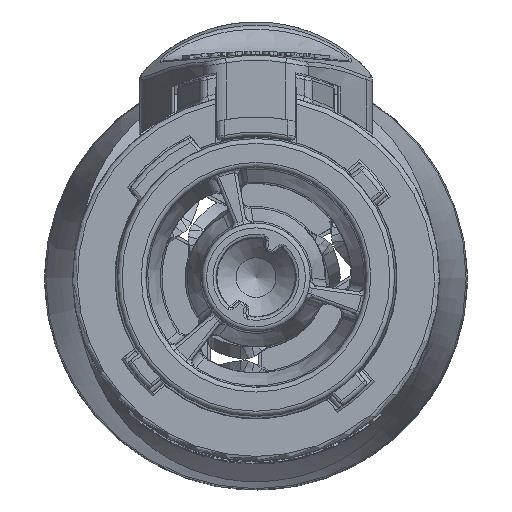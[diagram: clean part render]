
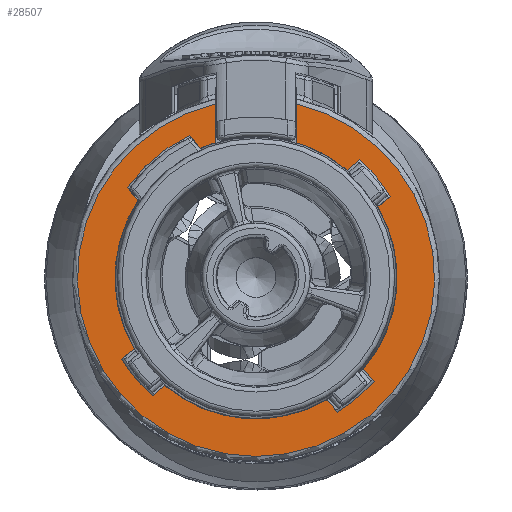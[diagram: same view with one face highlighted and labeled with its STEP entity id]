
A CAD part, top view. The second image highlights one B-rep face of the part: STEP entity #28507.
In plain terms, the highlighted planar face has unit normal (0, 0, 1).
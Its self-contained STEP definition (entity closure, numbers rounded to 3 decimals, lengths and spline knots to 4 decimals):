
#854=PLANE('',#30739);
#2557=LINE('',#59828,#4673);
#2561=LINE('',#59848,#4677);
#2565=LINE('',#59870,#4681);
#2569=LINE('',#59892,#4685);
#2573=LINE('',#59914,#4689);
#2591=LINE('',#60513,#4707);
#2593=LINE('',#60516,#4709);
#2597=LINE('',#60523,#4713);
#2606=LINE('',#60569,#4722);
#2645=LINE('',#60668,#4761);
#4673=VECTOR('',#36029,0.3937);
#4677=VECTOR('',#36043,0.3937);
#4681=VECTOR('',#36059,0.3937);
#4685=VECTOR('',#36075,0.3937);
#4689=VECTOR('',#36091,0.3937);
#4707=VECTOR('',#36207,0.3937);
#4709=VECTOR('',#36211,0.3937);
#4713=VECTOR('',#36221,0.3937);
#4722=VECTOR('',#36246,0.3937);
#4761=VECTOR('',#36351,0.3937);
#8325=FACE_OUTER_BOUND('',#10039,.T.);
#10039=EDGE_LOOP('',(#24777,#24778,#24779,#24780,#24781,#24782,#24783,#24784,
#24785,#24786,#24787,#24788,#24789,#24790,#24791,#24792,#24793,#24794,#24795,
#24796));
#11241=CIRCLE('',#30568,0.3878);
#11243=CIRCLE('',#30570,0.3878);
#11245=CIRCLE('',#30572,0.3878);
#11249=CIRCLE('',#30576,0.3878);
#11272=CIRCLE('',#30620,0.3484);
#11277=CIRCLE('',#30631,0.3484);
#11280=CIRCLE('',#30637,0.3484);
#11283=CIRCLE('',#30643,0.3484);
#11309=CIRCLE('',#30700,0.3484);
#11310=CIRCLE('',#30703,0.4409);
#13413=VERTEX_POINT('',#59548);
#13414=VERTEX_POINT('',#59550);
#13417=VERTEX_POINT('',#59556);
#13418=VERTEX_POINT('',#59558);
#13421=VERTEX_POINT('',#59564);
#13422=VERTEX_POINT('',#59566);
#13429=VERTEX_POINT('',#59580);
#13430=VERTEX_POINT('',#59582);
#13480=VERTEX_POINT('',#59821);
#13481=VERTEX_POINT('',#59823);
#13486=VERTEX_POINT('',#59846);
#13491=VERTEX_POINT('',#59863);
#13492=VERTEX_POINT('',#59865);
#13497=VERTEX_POINT('',#59885);
#13498=VERTEX_POINT('',#59887);
#13503=VERTEX_POINT('',#59907);
#13504=VERTEX_POINT('',#59909);
#13529=VERTEX_POINT('',#60526);
#13530=VERTEX_POINT('',#60531);
#13531=VERTEX_POINT('',#60542);
#17193=EDGE_CURVE('',#13414,#13413,#11241,.T.);
#17197=EDGE_CURVE('',#13418,#13417,#11243,.T.);
#17201=EDGE_CURVE('',#13422,#13421,#11245,.T.);
#17209=EDGE_CURVE('',#13430,#13429,#11249,.T.);
#17280=EDGE_CURVE('',#13481,#13480,#11272,.T.);
#17283=EDGE_CURVE('',#13480,#13422,#2557,.T.);
#17291=EDGE_CURVE('',#13429,#13486,#2561,.T.);
#17297=EDGE_CURVE('',#13492,#13491,#11277,.T.);
#17300=EDGE_CURVE('',#13491,#13430,#2565,.T.);
#17306=EDGE_CURVE('',#13498,#13497,#11280,.T.);
#17309=EDGE_CURVE('',#13497,#13414,#2569,.T.);
#17315=EDGE_CURVE('',#13504,#13503,#11283,.T.);
#17318=EDGE_CURVE('',#13503,#13418,#2573,.T.);
#17381=EDGE_CURVE('',#13421,#13504,#2591,.T.);
#17383=EDGE_CURVE('',#13413,#13492,#2593,.T.);
#17387=EDGE_CURVE('',#13417,#13498,#2597,.T.);
#17389=EDGE_CURVE('',#13486,#13529,#11309,.T.);
#17392=EDGE_CURVE('',#13531,#13530,#11310,.T.);
#17400=EDGE_CURVE('',#13529,#13530,#2606,.T.);
#17448=EDGE_CURVE('',#13531,#13481,#2645,.T.);
#24777=ORIENTED_EDGE('',*,*,#17381,.T.);
#24778=ORIENTED_EDGE('',*,*,#17315,.T.);
#24779=ORIENTED_EDGE('',*,*,#17318,.T.);
#24780=ORIENTED_EDGE('',*,*,#17197,.T.);
#24781=ORIENTED_EDGE('',*,*,#17387,.T.);
#24782=ORIENTED_EDGE('',*,*,#17306,.T.);
#24783=ORIENTED_EDGE('',*,*,#17309,.T.);
#24784=ORIENTED_EDGE('',*,*,#17193,.T.);
#24785=ORIENTED_EDGE('',*,*,#17383,.T.);
#24786=ORIENTED_EDGE('',*,*,#17297,.T.);
#24787=ORIENTED_EDGE('',*,*,#17300,.T.);
#24788=ORIENTED_EDGE('',*,*,#17209,.T.);
#24789=ORIENTED_EDGE('',*,*,#17291,.T.);
#24790=ORIENTED_EDGE('',*,*,#17389,.T.);
#24791=ORIENTED_EDGE('',*,*,#17400,.T.);
#24792=ORIENTED_EDGE('',*,*,#17392,.F.);
#24793=ORIENTED_EDGE('',*,*,#17448,.T.);
#24794=ORIENTED_EDGE('',*,*,#17280,.T.);
#24795=ORIENTED_EDGE('',*,*,#17283,.T.);
#24796=ORIENTED_EDGE('',*,*,#17201,.T.);
#28507=ADVANCED_FACE('',(#8325),#854,.F.);
#30568=AXIS2_PLACEMENT_3D('',#59551,#35882,#35883);
#30570=AXIS2_PLACEMENT_3D('',#59559,#35888,#35889);
#30572=AXIS2_PLACEMENT_3D('',#59567,#35894,#35895);
#30576=AXIS2_PLACEMENT_3D('',#59583,#35906,#35907);
#30620=AXIS2_PLACEMENT_3D('',#59824,#36023,#36024);
#30631=AXIS2_PLACEMENT_3D('',#59866,#36053,#36054);
#30637=AXIS2_PLACEMENT_3D('',#59888,#36069,#36070);
#30643=AXIS2_PLACEMENT_3D('',#59910,#36085,#36086);
#30700=AXIS2_PLACEMENT_3D('',#60528,#36227,#36228);
#30703=AXIS2_PLACEMENT_3D('',#60553,#36233,#36234);
#30739=AXIS2_PLACEMENT_3D('',#60669,#36352,#36353);
#35882=DIRECTION('center_axis',(0.,0.,
-1.));
#35883=DIRECTION('ref_axis',(-0.855,-0.519,0.));
#35888=DIRECTION('center_axis',(0.,0.,
-1.));
#35889=DIRECTION('ref_axis',(0.519,-0.855,0.));
#35894=DIRECTION('center_axis',(0.,0.,
-1.));
#35895=DIRECTION('ref_axis',(0.855,0.519,0.));
#35906=DIRECTION('center_axis',(0.,0.,
-1.));
#35907=DIRECTION('ref_axis',(-0.423,0.906,0.));
#36023=DIRECTION('center_axis',(0.,0.,
-1.));
#36024=DIRECTION('ref_axis',(1.,0.,0.));
#36029=DIRECTION('',(0.766,0.643,0.));
#36043=DIRECTION('',(0.643,-0.766,0.));
#36053=DIRECTION('center_axis',(0.,0.,
-1.));
#36054=DIRECTION('ref_axis',(1.,0.,0.));
#36059=DIRECTION('',(-0.643,0.766,0.));
#36069=DIRECTION('center_axis',(0.,0.,
-1.));
#36070=DIRECTION('ref_axis',(1.,0.,0.));
#36075=DIRECTION('',(-0.766,-0.643,0.));
#36085=DIRECTION('center_axis',(0.,0.,
-1.));
#36086=DIRECTION('ref_axis',(1.,0.,0.));
#36091=DIRECTION('',(0.643,-0.766,0.));
#36207=DIRECTION('',(-0.766,-0.643,0.));
#36211=DIRECTION('',(0.766,0.643,0.));
#36221=DIRECTION('',(-0.643,0.766,0.));
#36227=DIRECTION('center_axis',(0.,0.,
-1.));
#36228=DIRECTION('ref_axis',(1.,0.,0.));
#36233=DIRECTION('center_axis',(0.,0.,
-1.));
#36234=DIRECTION('ref_axis',(0.,-1.,0.));
#36246=DIRECTION('',(0.,1.,0.));
#36351=DIRECTION('',(0.,-1.,0.));
#36352=DIRECTION('center_axis',(0.,0.,
-1.));
#36353=DIRECTION('ref_axis',(-1.,0.,0.));
#59548=CARTESIAN_POINT('',(-0.3316,-0.2011,1.0118));
#59550=CARTESIAN_POINT('',(-0.2556,-0.2916,1.0118));
#59551=CARTESIAN_POINT('Origin',(0.,0.,
1.0118));
#59556=CARTESIAN_POINT('',(0.2011,-0.3316,1.0118));
#59558=CARTESIAN_POINT('',(0.2916,-0.2556,1.0118));
#59559=CARTESIAN_POINT('Origin',(0.,0.,
1.0118));
#59564=CARTESIAN_POINT('',(0.3316,0.2011,1.0118));
#59566=CARTESIAN_POINT('',(0.2556,0.2916,1.0118));
#59567=CARTESIAN_POINT('Origin',(0.,0.,
1.0118));
#59580=CARTESIAN_POINT('',(-0.1639,0.3515,1.0118));
#59582=CARTESIAN_POINT('',(-0.3177,0.2224,1.0118));
#59583=CARTESIAN_POINT('Origin',(0.,0.,
1.0118));
#59821=CARTESIAN_POINT('',(0.2251,0.266,1.0118));
#59823=CARTESIAN_POINT('',(0.1004,0.3336,1.0118));
#59824=CARTESIAN_POINT('Origin',(0.,0.,
1.0118));
#59828=CARTESIAN_POINT('',(0.1088,0.1684,1.0118));
#59846=CARTESIAN_POINT('',(-0.1376,0.3201,1.0118));
#59848=CARTESIAN_POINT('',(-0.0303,0.1923,1.0118));
#59863=CARTESIAN_POINT('',(-0.2914,0.1911,1.0118));
#59865=CARTESIAN_POINT('',(-0.301,-0.1755,1.0118));
#59866=CARTESIAN_POINT('Origin',(0.,0.,
1.0118));
#59870=CARTESIAN_POINT('',(-0.1973,0.0789,1.0118));
#59885=CARTESIAN_POINT('',(-0.2251,-0.266,1.0118));
#59887=CARTESIAN_POINT('',(0.1755,-0.301,1.0118));
#59888=CARTESIAN_POINT('Origin',(0.,0.,
1.0118));
#59892=CARTESIAN_POINT('',(-0.1088,-0.1684,1.0118));
#59907=CARTESIAN_POINT('',(0.266,-0.2251,1.0118));
#59909=CARTESIAN_POINT('',(0.301,0.1755,1.0118));
#59910=CARTESIAN_POINT('Origin',(0.,0.,
1.0118));
#59914=CARTESIAN_POINT('',(0.1684,-0.1088,1.0118));
#60513=CARTESIAN_POINT('',(0.1695,0.0651,1.0118));
#60516=CARTESIAN_POINT('',(-0.1695,-0.0651,1.0118));
#60523=CARTESIAN_POINT('',(0.0651,-0.1695,1.0118));
#60526=CARTESIAN_POINT('',(-0.1004,0.3336,1.0118));
#60528=CARTESIAN_POINT('Origin',(0.,0.,
1.0118));
#60531=CARTESIAN_POINT('',(-0.1004,0.4294,1.0118));
#60542=CARTESIAN_POINT('',(0.1004,0.4294,1.0118));
#60553=CARTESIAN_POINT('Origin',(0.,0.,
1.0118));
#60569=CARTESIAN_POINT('',(-0.1004,0.2496,1.0118));
#60668=CARTESIAN_POINT('',(0.1004,0.1509,1.0118));
#60669=CARTESIAN_POINT('Origin',(0.,0.,
1.0118));
